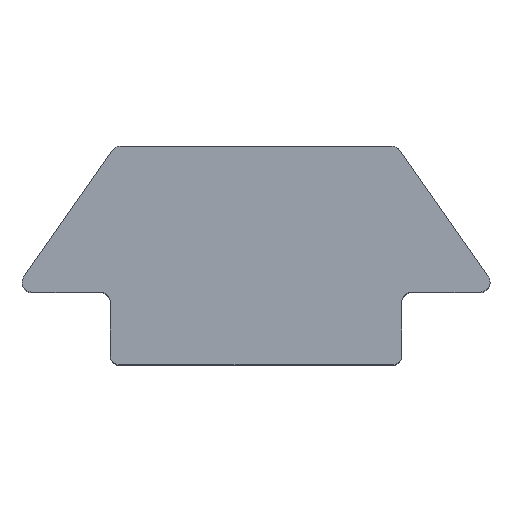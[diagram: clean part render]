
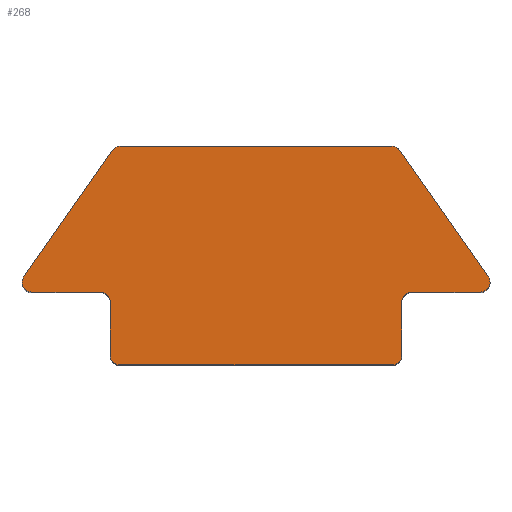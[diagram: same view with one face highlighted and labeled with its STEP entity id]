
A CAD part, top view. The second image highlights one B-rep face of the part: STEP entity #268.
In plain terms, the highlighted planar face has unit normal (0, 0, 1).
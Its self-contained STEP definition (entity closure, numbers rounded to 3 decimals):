
#6 = AXIS2_PLACEMENT_3D ( 'NONE', #240, #121, #335 ) ;
#25 = CIRCLE ( 'NONE', #1453, 0.2 ) ;
#65 = EDGE_CURVE ( 'NONE', #779, #744, #777, .T. ) ;
#81 = CARTESIAN_POINT ( 'NONE',  ( 2.8, 0., 9.3 ) ) ;
#88 = DIRECTION ( 'NONE',  ( -1., 0., 0. ) ) ;
#110 = CARTESIAN_POINT ( 'NONE',  ( -2.8, 0.2, 9.3 ) ) ;
#116 = EDGE_CURVE ( 'NONE', #296, #634, #338, .T. ) ;
#121 = DIRECTION ( 'NONE',  ( 0., 0., -1. ) ) ;
#125 = DIRECTION ( 'NONE',  ( 0., 0., 1. ) ) ;
#127 = LINE ( 'NONE', #699, #861 ) ;
#152 = CARTESIAN_POINT ( 'NONE',  ( 2.796, 4.3, 9.3 ) ) ;
#156 = DIRECTION ( 'NONE',  ( 1., 0., 0. ) ) ;
#165 = VECTOR ( 'NONE', #1324, 1000. ) ;
#174 = CARTESIAN_POINT ( 'NONE',  ( -5., 1.5, 9.3 ) ) ;
#187 = CARTESIAN_POINT ( 'NONE',  ( 2.96, 4.415, 9.3 ) ) ;
#191 = EDGE_CURVE ( 'NONE', #644, #1128, #1252, .T. ) ;
#201 = VERTEX_POINT ( 'NONE', #242 ) ;
#223 = CARTESIAN_POINT ( 'NONE',  ( -3., 0., 9.3 ) ) ;
#229 = CIRCLE ( 'NONE', #709, 0.2 ) ;
#240 = CARTESIAN_POINT ( 'NONE',  ( -3.2, 1.3, 9.3 ) ) ;
#242 = CARTESIAN_POINT ( 'NONE',  ( 3., 1.3, 9.3 ) ) ;
#251 = FACE_OUTER_BOUND ( 'NONE', #488, .T. ) ;
#252 = DIRECTION ( 'NONE',  ( 1., 0., 0. ) ) ;
#268 = ADVANCED_FACE ( 'NONE', ( #251 ), #1280, .T. ) ;
#278 = CARTESIAN_POINT ( 'NONE',  ( 4.78, 1.815, 9.3 ) ) ;
#281 = LINE ( 'NONE', #633, #686 ) ;
#294 = AXIS2_PLACEMENT_3D ( 'NONE', #1052, #449, #435 ) ;
#296 = VERTEX_POINT ( 'NONE', #1418 ) ;
#299 = LINE ( 'NONE', #1410, #1158 ) ;
#304 = ORIENTED_EDGE ( 'NONE', *, *, #450, .T. ) ;
#311 = VERTEX_POINT ( 'NONE', #468 ) ;
#324 = DIRECTION ( 'NONE',  ( 1., 0., 0. ) ) ;
#335 = DIRECTION ( 'NONE',  ( 1., 0., 0. ) ) ;
#338 = LINE ( 'NONE', #223, #739 ) ;
#347 = ORIENTED_EDGE ( 'NONE', *, *, #723, .T. ) ;
#349 = AXIS2_PLACEMENT_3D ( 'NONE', #362, #125, #252 ) ;
#362 = CARTESIAN_POINT ( 'NONE',  ( 4.616, 1.7, 9.3 ) ) ;
#374 = CIRCLE ( 'NONE', #1227, 0.2 ) ;
#380 = VERTEX_POINT ( 'NONE', #463 ) ;
#389 = DIRECTION ( 'NONE',  ( 0., 0., 1. ) ) ;
#390 = ORIENTED_EDGE ( 'NONE', *, *, #1391, .T. ) ;
#435 = DIRECTION ( 'NONE',  ( 1., 0., 0. ) ) ;
#449 = DIRECTION ( 'NONE',  ( 0., 0., 1. ) ) ;
#450 = EDGE_CURVE ( 'NONE', #886, #380, #1234, .T. ) ;
#451 = CARTESIAN_POINT ( 'NONE',  ( -4.616, 1.5, 9.3 ) ) ;
#463 = CARTESIAN_POINT ( 'NONE',  ( -2.796, 4.5, 9.3 ) ) ;
#466 = ORIENTED_EDGE ( 'NONE', *, *, #712, .T. ) ;
#468 = CARTESIAN_POINT ( 'NONE',  ( 3., 0.2, 9.3 ) ) ;
#470 = CARTESIAN_POINT ( 'NONE',  ( -2.96, 4.415, 9.3 ) ) ;
#474 = ORIENTED_EDGE ( 'NONE', *, *, #65, .T. ) ;
#485 = DIRECTION ( 'NONE',  ( 1., 0., 0. ) ) ;
#488 = EDGE_LOOP ( 'NONE', ( #390, #466, #831, #934, #612, #347, #474, #822, #643, #1168, #304, #798, #930, #497, #1336, #1107, #1284 ) ) ;
#497 = ORIENTED_EDGE ( 'NONE', *, *, #819, .T. ) ;
#511 = AXIS2_PLACEMENT_3D ( 'NONE', #110, #1392, #820 ) ;
#545 = AXIS2_PLACEMENT_3D ( 'NONE', #152, #549, #1449 ) ;
#549 = DIRECTION ( 'NONE',  ( 0., 0., 1. ) ) ;
#573 = EDGE_CURVE ( 'NONE', #744, #872, #1457, .T. ) ;
#593 = DIRECTION ( 'NONE',  ( 1., 0., 0. ) ) ;
#604 = CARTESIAN_POINT ( 'NONE',  ( -3., 0.2, 9.3 ) ) ;
#612 = ORIENTED_EDGE ( 'NONE', *, *, #674, .T. ) ;
#616 = DIRECTION ( 'NONE',  ( 0., -1., 0. ) ) ;
#633 = CARTESIAN_POINT ( 'NONE',  ( -2.9, 4.5, 9.3 ) ) ;
#634 = VERTEX_POINT ( 'NONE', #81 ) ;
#638 = CARTESIAN_POINT ( 'NONE',  ( 5., 1.5, 9.3 ) ) ;
#643 = ORIENTED_EDGE ( 'NONE', *, *, #1378, .T. ) ;
#644 = VERTEX_POINT ( 'NONE', #1362 ) ;
#648 = CIRCLE ( 'NONE', #511, 0.2 ) ;
#674 = EDGE_CURVE ( 'NONE', #311, #201, #127, .T. ) ;
#686 = VECTOR ( 'NONE', #1356, 1000. ) ;
#692 = DIRECTION ( 'NONE',  ( 1., 0., 0. ) ) ;
#699 = CARTESIAN_POINT ( 'NONE',  ( 3., 0., 9.3 ) ) ;
#709 = AXIS2_PLACEMENT_3D ( 'NONE', #904, #1253, #593 ) ;
#712 = EDGE_CURVE ( 'NONE', #956, #296, #648, .T. ) ;
#719 = CARTESIAN_POINT ( 'NONE',  ( 4.616, 1.5, 9.3 ) ) ;
#723 = EDGE_CURVE ( 'NONE', #201, #779, #935, .T. ) ;
#729 = EDGE_CURVE ( 'NONE', #1128, #913, #1093, .T. ) ;
#735 = DIRECTION ( 'NONE',  ( 1., 0., 0. ) ) ;
#739 = VECTOR ( 'NONE', #692, 1000. ) ;
#744 = VERTEX_POINT ( 'NONE', #719 ) ;
#774 = CARTESIAN_POINT ( 'NONE',  ( 2.796, 4.5, 9.3 ) ) ;
#777 = LINE ( 'NONE', #882, #1014 ) ;
#779 = VERTEX_POINT ( 'NONE', #859 ) ;
#786 = AXIS2_PLACEMENT_3D ( 'NONE', #944, #1060, #485 ) ;
#792 = CARTESIAN_POINT ( 'NONE',  ( 3.2, 1.3, 9.3 ) ) ;
#798 = ORIENTED_EDGE ( 'NONE', *, *, #1072, .T. ) ;
#819 = EDGE_CURVE ( 'NONE', #993, #644, #229, .T. ) ;
#820 = DIRECTION ( 'NONE',  ( 1., 0., 0. ) ) ;
#821 = CARTESIAN_POINT ( 'NONE',  ( -3., 1.3, 9.3 ) ) ;
#822 = ORIENTED_EDGE ( 'NONE', *, *, #573, .T. ) ;
#823 = VERTEX_POINT ( 'NONE', #187 ) ;
#831 = ORIENTED_EDGE ( 'NONE', *, *, #116, .T. ) ;
#841 = VERTEX_POINT ( 'NONE', #821 ) ;
#845 = VERTEX_POINT ( 'NONE', #470 ) ;
#856 = CARTESIAN_POINT ( 'NONE',  ( -3.2, 1.5, 9.3 ) ) ;
#859 = CARTESIAN_POINT ( 'NONE',  ( 3.2, 1.5, 9.3 ) ) ;
#861 = VECTOR ( 'NONE', #1154, 1000. ) ;
#862 = LINE ( 'NONE', #638, #165 ) ;
#864 = EDGE_CURVE ( 'NONE', #913, #841, #1080, .T. ) ;
#872 = VERTEX_POINT ( 'NONE', #278 ) ;
#879 = EDGE_CURVE ( 'NONE', #823, #886, #1206, .T. ) ;
#882 = CARTESIAN_POINT ( 'NONE',  ( 3., 1.5, 9.3 ) ) ;
#885 = EDGE_CURVE ( 'NONE', #845, #993, #281, .T. ) ;
#886 = VERTEX_POINT ( 'NONE', #774 ) ;
#903 = CARTESIAN_POINT ( 'NONE',  ( -2.796, 4.3, 9.3 ) ) ;
#904 = CARTESIAN_POINT ( 'NONE',  ( -4.616, 1.7, 9.3 ) ) ;
#913 = VERTEX_POINT ( 'NONE', #856 ) ;
#930 = ORIENTED_EDGE ( 'NONE', *, *, #885, .T. ) ;
#934 = ORIENTED_EDGE ( 'NONE', *, *, #1001, .T. ) ;
#935 = CIRCLE ( 'NONE', #1320, 0.2 ) ;
#944 = CARTESIAN_POINT ( 'NONE',  ( 0., 0., 9.3 ) ) ;
#956 = VERTEX_POINT ( 'NONE', #604 ) ;
#963 = CARTESIAN_POINT ( 'NONE',  ( -4.78, 1.815, 9.3 ) ) ;
#993 = VERTEX_POINT ( 'NONE', #963 ) ;
#1001 = EDGE_CURVE ( 'NONE', #634, #311, #25, .T. ) ;
#1014 = VECTOR ( 'NONE', #324, 1000. ) ;
#1052 = CARTESIAN_POINT ( 'NONE',  ( -4.616, 1.7, 9.3 ) ) ;
#1060 = DIRECTION ( 'NONE',  ( 0., 0., 1. ) ) ;
#1072 = EDGE_CURVE ( 'NONE', #380, #845, #374, .T. ) ;
#1080 = CIRCLE ( 'NONE', #6, 0.2 ) ;
#1093 = LINE ( 'NONE', #174, #1289 ) ;
#1107 = ORIENTED_EDGE ( 'NONE', *, *, #729, .T. ) ;
#1125 = CARTESIAN_POINT ( 'NONE',  ( 2.9, 4.5, 9.3 ) ) ;
#1128 = VERTEX_POINT ( 'NONE', #451 ) ;
#1133 = DIRECTION ( 'NONE',  ( 0., 0., 1. ) ) ;
#1154 = DIRECTION ( 'NONE',  ( 0., 1., 0. ) ) ;
#1158 = VECTOR ( 'NONE', #616, 1000. ) ;
#1168 = ORIENTED_EDGE ( 'NONE', *, *, #879, .T. ) ;
#1175 = CARTESIAN_POINT ( 'NONE',  ( 2.8, 0.2, 9.3 ) ) ;
#1191 = DIRECTION ( 'NONE',  ( 0., 0., -1. ) ) ;
#1206 = CIRCLE ( 'NONE', #545, 0.2 ) ;
#1227 = AXIS2_PLACEMENT_3D ( 'NONE', #903, #1133, #1379 ) ;
#1234 = LINE ( 'NONE', #1125, #1271 ) ;
#1252 = CIRCLE ( 'NONE', #294, 0.2 ) ;
#1253 = DIRECTION ( 'NONE',  ( 0., 0., 1. ) ) ;
#1271 = VECTOR ( 'NONE', #88, 1000. ) ;
#1280 = PLANE ( 'NONE',  #786 ) ;
#1284 = ORIENTED_EDGE ( 'NONE', *, *, #864, .T. ) ;
#1289 = VECTOR ( 'NONE', #735, 1000. ) ;
#1311 = DIRECTION ( 'NONE',  ( 1., 0., 0. ) ) ;
#1320 = AXIS2_PLACEMENT_3D ( 'NONE', #792, #1191, #156 ) ;
#1324 = DIRECTION ( 'NONE',  ( -0.573, 0.819, 0. ) ) ;
#1336 = ORIENTED_EDGE ( 'NONE', *, *, #191, .T. ) ;
#1356 = DIRECTION ( 'NONE',  ( -0.573, -0.819, 0. ) ) ;
#1362 = CARTESIAN_POINT ( 'NONE',  ( -4.816, 1.7, 9.3 ) ) ;
#1378 = EDGE_CURVE ( 'NONE', #872, #823, #862, .T. ) ;
#1379 = DIRECTION ( 'NONE',  ( 1., 0., 0. ) ) ;
#1391 = EDGE_CURVE ( 'NONE', #841, #956, #299, .T. ) ;
#1392 = DIRECTION ( 'NONE',  ( 0., 0., 1. ) ) ;
#1410 = CARTESIAN_POINT ( 'NONE',  ( -3., 1.5, 9.3 ) ) ;
#1418 = CARTESIAN_POINT ( 'NONE',  ( -2.8, 0., 9.3 ) ) ;
#1449 = DIRECTION ( 'NONE',  ( 1., 0., 0. ) ) ;
#1453 = AXIS2_PLACEMENT_3D ( 'NONE', #1175, #389, #1311 ) ;
#1457 = CIRCLE ( 'NONE', #349, 0.2 ) ;
